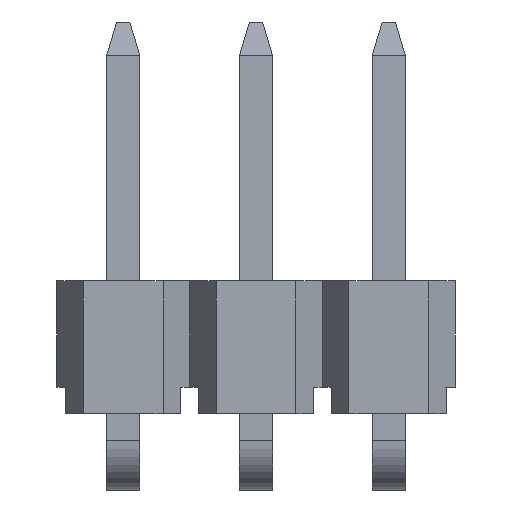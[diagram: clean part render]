
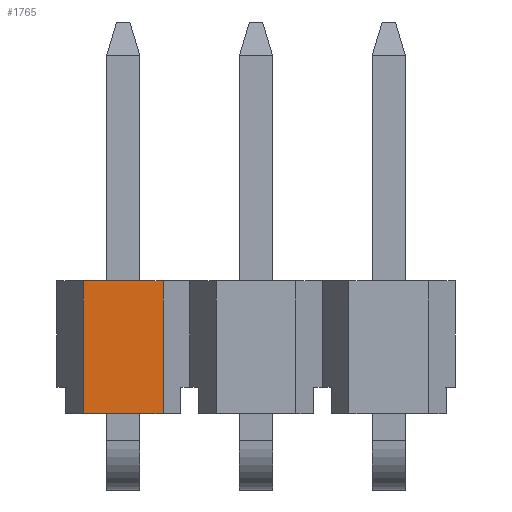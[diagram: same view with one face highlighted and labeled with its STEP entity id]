
A CAD part, front view. The second image highlights one B-rep face of the part: STEP entity #1765.
In plain terms, the highlighted planar face has unit normal (0, -1, 0).
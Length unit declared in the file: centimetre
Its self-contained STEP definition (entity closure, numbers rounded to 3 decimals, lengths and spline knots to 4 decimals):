
#69=FACE_OUTER_BOUND('',#172,.T.);
#172=EDGE_LOOP('',(#1297,#1298,#1299,#1300));
#260=LINE('',#2449,#500);
#337=LINE('',#2613,#577);
#339=LINE('',#2617,#579);
#342=LINE('',#2622,#582);
#500=VECTOR('',#1970,0.12);
#577=VECTOR('',#2107,0.2);
#579=VECTOR('',#2111,0.12);
#582=VECTOR('',#2116,0.2);
#739=VERTEX_POINT('',#2446);
#740=VERTEX_POINT('',#2448);
#797=VERTEX_POINT('',#2611);
#798=VERTEX_POINT('',#2615);
#900=EDGE_CURVE('',#739,#740,#260,.T.);
#981=EDGE_CURVE('',#797,#739,#337,.T.);
#983=EDGE_CURVE('',#797,#798,#339,.T.);
#986=EDGE_CURVE('',#740,#798,#342,.T.);
#1297=ORIENTED_EDGE('',*,*,#981,.F.);
#1298=ORIENTED_EDGE('',*,*,#983,.T.);
#1299=ORIENTED_EDGE('',*,*,#986,.F.);
#1300=ORIENTED_EDGE('',*,*,#900,.F.);
#1669=PLANE('',#1871);
#1765=ADVANCED_FACE('',(#69),#1669,.T.);
#1871=AXIS2_PLACEMENT_3D('',#2623,#2117,#2118);
#1970=DIRECTION('',(1.,0.,0.));
#2107=DIRECTION('',(0.,0.,1.));
#2111=DIRECTION('',(1.,0.,0.));
#2116=DIRECTION('',(0.,0.,-1.));
#2117=DIRECTION('center_axis',(0.,-1.,0.));
#2118=DIRECTION('ref_axis',(1.,0.,0.));
#2446=CARTESIAN_POINT('',(-4.8347,1.2012,0.0075));
#2448=CARTESIAN_POINT('',(-4.7147,1.2012,0.0075));
#2449=CARTESIAN_POINT('',(-4.8747,1.2012,0.0075));
#2611=CARTESIAN_POINT('',(-4.8347,1.2012,-0.1925));
#2613=CARTESIAN_POINT('',(-4.8347,1.2012,-0.1425));
#2615=CARTESIAN_POINT('',(-4.7147,1.2012,-0.1925));
#2617=CARTESIAN_POINT('',(-4.8747,1.2012,-0.1925));
#2622=CARTESIAN_POINT('',(-4.7147,1.2012,-0.1425));
#2623=CARTESIAN_POINT('Origin',(-4.8747,1.2012,-0.1425));
